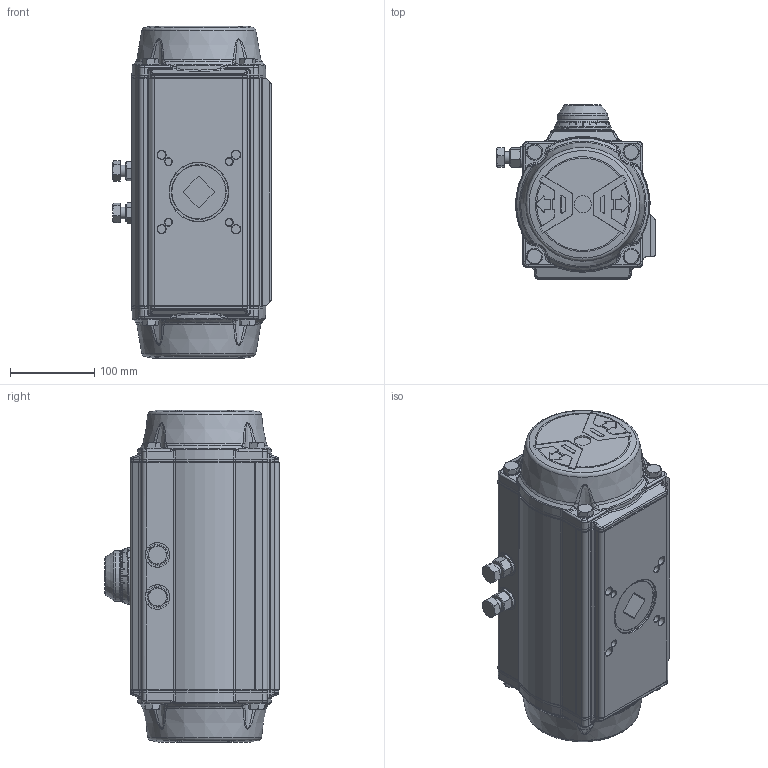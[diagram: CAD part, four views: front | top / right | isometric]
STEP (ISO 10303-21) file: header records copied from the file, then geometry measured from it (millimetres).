
FILE_DESCRIPTION(/* description */ (''),/* implementation_level */ '2;1');
FILE_NAME(/* name */ 'AT451U.stp',/* time_stamp */ '2019-11-04T10:16:20+01:00',/* author */ ('A8711351'),/* organization */ (''),/* preprocessor_version */ 'ST-DEVELOPER v18',/* originating_system */ 'Autodesk Inventor 2020',/* authorisation */ '');
FILE_SCHEMA (('AUTOMOTIVE_DESIGN { 1 0 10303 214 3 1 1 }'));
Products named in the file (1): AT451U
Bounding box: 188.2 x 207 x 394.6 mm (x, y, z)
Volume: 9143576.1 mm3; surface area: 299499 mm2
Topology: 1 solids, 1 shells, 1477 faces, 3772 edges, 2312 vertices
Faces by surface type: plane 640, bspline 274, cone 243, cylinder 234, torus 84, sphere 2
Full cylindrical faces by diameter (mm): 4.134 x4, 8.5 x4, 10.2 x4, 11.445 x2, 14 x2, 19.5 x8, 20 x2, 25 x2, 64 x1, 65 x1, 70 x1
Entity records: 58365 total; most frequent: CARTESIAN_POINT 23713, ORIENTED_EDGE 7484, DIRECTION 7096, EDGE_CURVE 3742, AXIS2_PLACEMENT_3D 2712, VERTEX_POINT 2312, LINE 1672, VECTOR 1672
